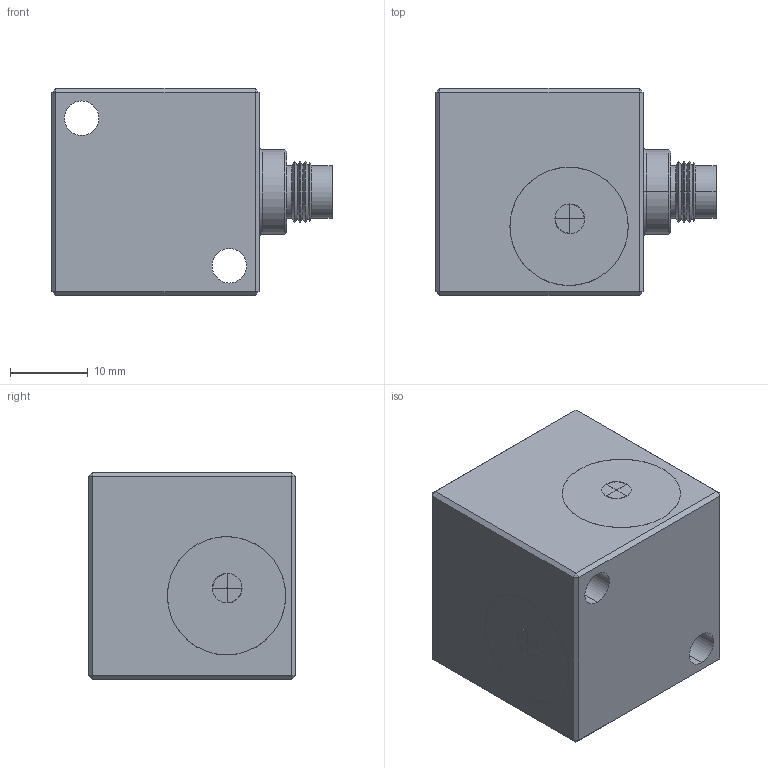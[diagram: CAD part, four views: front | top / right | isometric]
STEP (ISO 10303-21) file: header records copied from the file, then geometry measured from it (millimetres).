
FILE_DESCRIPTION (( 'STEP AP214' ), '1' );
FILE_NAME ('7576A.STEP', '2017-08-17T23:40:28', ( 'DYTRAN' ), ( 'BOXX Technologies, Inc.' ), 'SwSTEP 2.0', 'SolidWorks 2016', '' );
FILE_SCHEMA (( 'AUTOMOTIVE_DESIGN' ));
Length unit declared in the file: inch
Products named in the file (1): 7576A
Bounding box: 36.07 x 26.67 x 26.67 mm (x, y, z)
Volume: 18462.2 mm3; surface area: 6587 mm2
Topology: 4 solids, 4 shells, 738 faces, 1883 edges, 1232 vertices
Faces by surface type: plane 481, bspline 129, cylinder 90, torus 20, cone 18
Entity records: 36575 total; most frequent: CARTESIAN_POINT 9711, ORIENTED_EDGE 3766, DIRECTION 3077, EDGE_CURVE 1883, LINE 1393, VECTOR 1393, VERTEX_POINT 1232, AXIS2_PLACEMENT_3D 842
